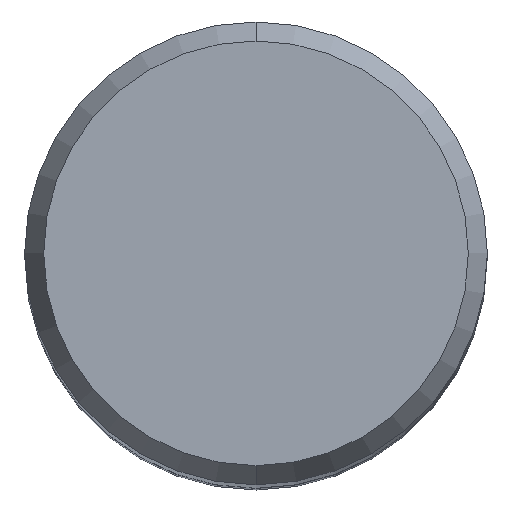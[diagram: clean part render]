
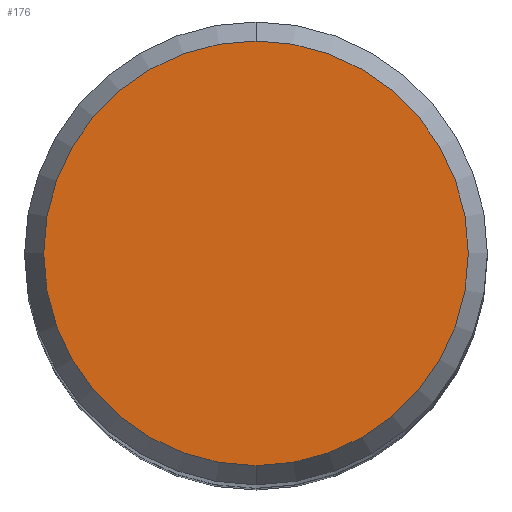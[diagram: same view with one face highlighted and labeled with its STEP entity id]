
A CAD part, top view. The second image highlights one B-rep face of the part: STEP entity #176.
In plain terms, the highlighted planar face has unit normal (0, 0, 1).
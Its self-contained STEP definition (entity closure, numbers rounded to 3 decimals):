
#92=VERTEX_POINT('',#229);
#108=VERTEX_POINT('',#247);
#176=ADVANCED_FACE('',(#325),#326,.T.);
#180=EDGE_CURVE('',#108,#92,#330,.T.);
#202=EDGE_CURVE('',#92,#108,#355,.T.);
#229=CARTESIAN_POINT('',(0.0,5.104,0.01));
#247=CARTESIAN_POINT('',(0.,-5.104,0.01));
#325=FACE_OUTER_BOUND('',#494,.T.);
#326=PLANE('',#495);
#330=CIRCLE('',#502,5.104);
#355=CIRCLE('',#531,5.104);
#494=EDGE_LOOP('',(#660,#661));
#495=AXIS2_PLACEMENT_3D('',#662,#663,#664);
#502=AXIS2_PLACEMENT_3D('',#666,#667,#668);
#531=AXIS2_PLACEMENT_3D('',#702,#703,#704);
#660=ORIENTED_EDGE('',*,*,#202,.F.);
#661=ORIENTED_EDGE('',*,*,#180,.F.);
#662=CARTESIAN_POINT('',(0.0,2.552,0.01));
#663=DIRECTION('',(-0.0,0.0,1.0));
#664=DIRECTION('',(0.0,-1.0,0.0));
#666=CARTESIAN_POINT('',(0.0,0.0,0.01));
#667=DIRECTION('',(0.0,0.0,-1.0));
#668=DIRECTION('',(0.0,1.0,0.0));
#702=CARTESIAN_POINT('',(0.0,0.0,0.01));
#703=DIRECTION('',(0.0,0.0,-1.0));
#704=DIRECTION('',(0.0,1.0,0.0));
